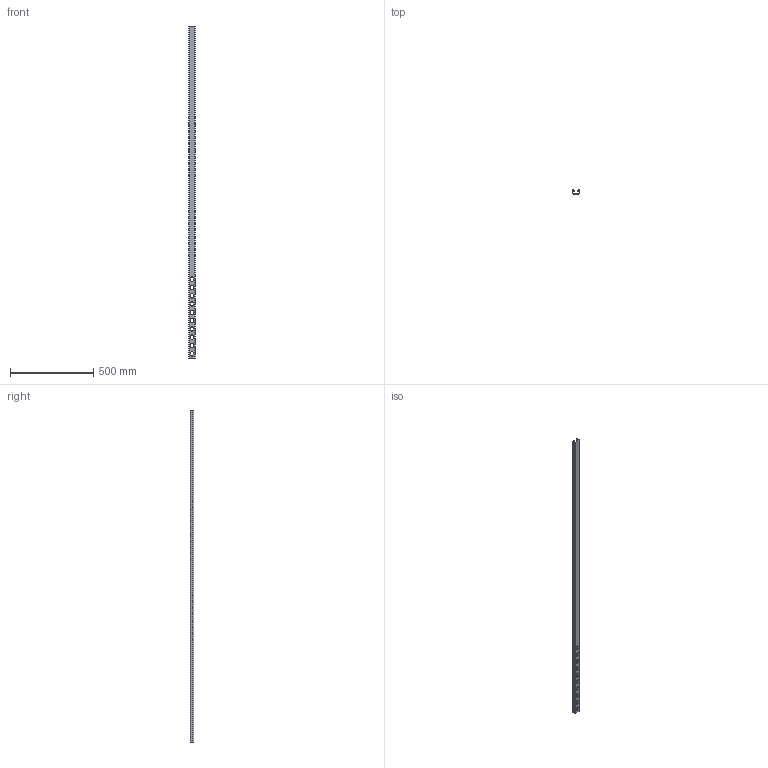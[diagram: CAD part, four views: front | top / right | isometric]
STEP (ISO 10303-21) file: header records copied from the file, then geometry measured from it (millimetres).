
FILE_DESCRIPTION (( 'STEP AP214' ), '1' );
FILE_NAME ('1122476.STEP', '2026-02-02T09:44:13', ( '' ), ( '' ), 'SwSTEP 2.0', 'SolidWorks 2024', '' );
FILE_SCHEMA (( 'AUTOMOTIVE_DESIGN' ));
Length unit declared in the file: millimetre
Products named in the file (1): 1122476
Bounding box: 41 x 21 x 2000 mm (x, y, z)
Volume: 372945.5 mm3; surface area: 394114.1 mm2
Topology: 1 solids, 1 shells, 494 faces, 1253 edges, 826 vertices
Faces by surface type: plane 277, cylinder 217
Entity records: 15010 total; most frequent: DIRECTION 2677, CARTESIAN_POINT 2574, ORIENTED_EDGE 2506, EDGE_CURVE 1253, AXIS2_PLACEMENT_3D 929, VERTEX_POINT 826, LINE 819, VECTOR 819
